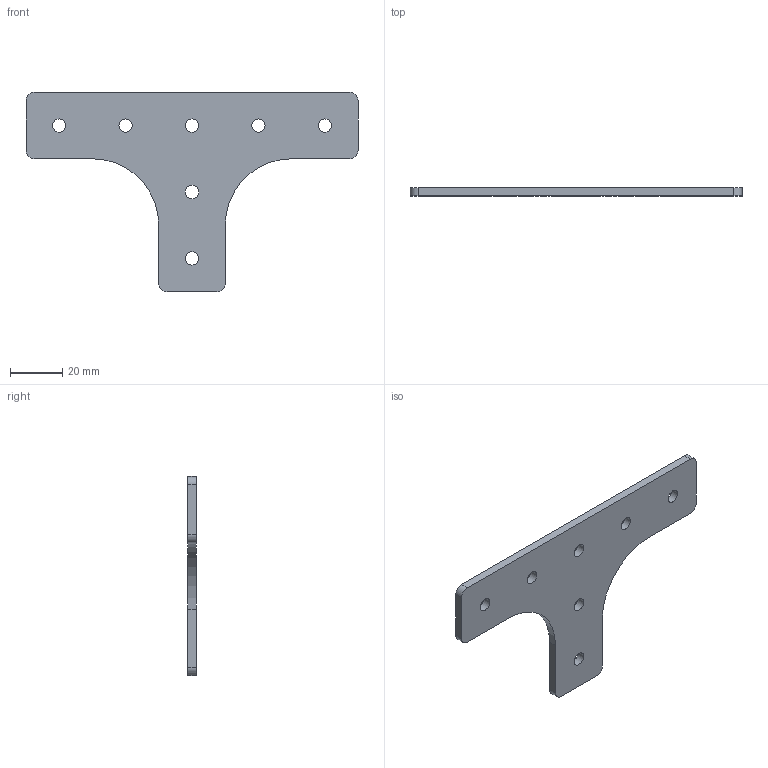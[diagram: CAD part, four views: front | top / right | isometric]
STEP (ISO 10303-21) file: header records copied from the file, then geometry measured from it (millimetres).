
FILE_DESCRIPTION (( 'STEP AP214' ), '1' );
FILE_NAME ('am-4158 1IN Tee Gusset.STEP', '2019-10-09T14:02:07', ( '' ), ( '' ), 'SwSTEP 2.0', 'SolidWorks 2019', '' );
FILE_SCHEMA (( 'AUTOMOTIVE_DESIGN' ));
Length unit declared in the file: inch
Products named in the file (1): am-4158 1IN Tee Gusset
Bounding box: 127 x 3.17 x 76.2 mm (x, y, z)
Volume: 14721.7 mm3; surface area: 10825.1 mm2
Topology: 1 solids, 1 shells, 25 faces, 69 edges, 46 vertices
Faces by surface type: cylinder 15, plane 10
Full cylindrical faces by diameter (mm): 5.105 x7
Entity records: 846 total; most frequent: DIRECTION 144, CARTESIAN_POINT 134, ORIENTED_EDGE 124, EDGE_CURVE 62, AXIS2_PLACEMENT_3D 56, EDGE_LOOP 46, VERTEX_POINT 46, LINE 32
